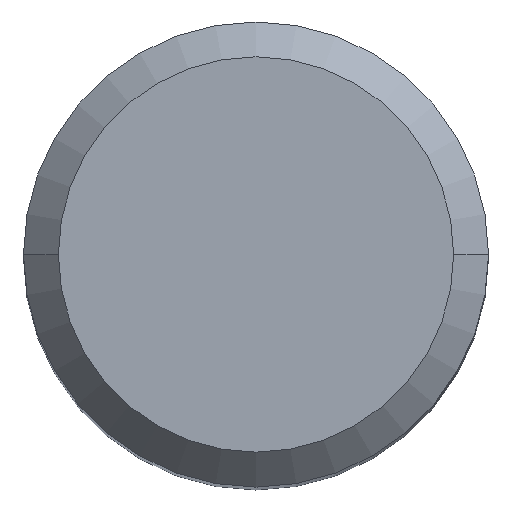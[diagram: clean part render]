
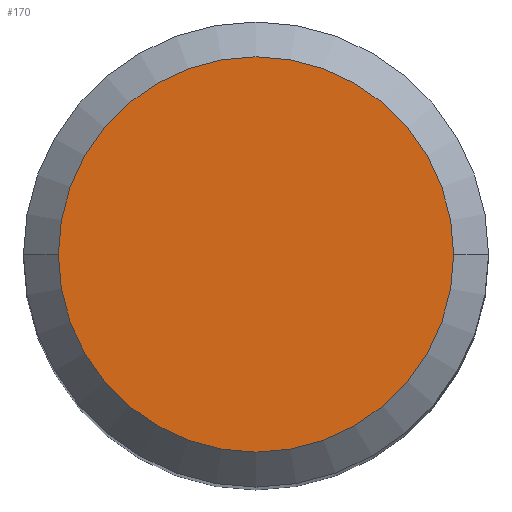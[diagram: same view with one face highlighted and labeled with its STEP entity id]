
A CAD part, top view. The second image highlights one B-rep face of the part: STEP entity #170.
In plain terms, the highlighted planar face has unit normal (0, 0, 1).
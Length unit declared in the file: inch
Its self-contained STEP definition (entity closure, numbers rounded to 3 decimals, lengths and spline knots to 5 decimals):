
#29 = CIRCLE ( 'NONE', #202, 0.20077 ) ;
#39 = CARTESIAN_POINT ( 'NONE',  ( 0.20077, 0., 0. ) ) ;
#69 = CARTESIAN_POINT ( 'NONE',  ( 0., 0., 0. ) ) ;
#73 = CARTESIAN_POINT ( 'NONE',  ( 0., 0., 0. ) ) ;
#87 = FACE_OUTER_BOUND ( 'NONE', #178, .T. ) ;
#91 = VERTEX_POINT ( 'NONE', #39 ) ;
#118 = DIRECTION ( 'NONE',  ( 0., 0., 1. ) ) ;
#144 = AXIS2_PLACEMENT_3D ( 'NONE', #69, #118, #220 ) ;
#160 = DIRECTION ( 'NONE',  ( -1., 0., 0. ) ) ;
#170 = ADVANCED_FACE ( 'NONE', ( #87 ), #395, .F. ) ;
#178 = EDGE_LOOP ( 'NONE', ( #243, #318 ) ) ;
#202 = AXIS2_PLACEMENT_3D ( 'NONE', #73, #223, #385 ) ;
#220 = DIRECTION ( 'NONE',  ( 1., 0., 0. ) ) ;
#223 = DIRECTION ( 'NONE',  ( 0., 0., 1. ) ) ;
#235 = EDGE_CURVE ( 'NONE', #91, #406, #358, .T. ) ;
#243 = ORIENTED_EDGE ( 'NONE', *, *, #305, .T. ) ;
#274 = CARTESIAN_POINT ( 'NONE',  ( 0., 0., 0. ) ) ;
#296 = AXIS2_PLACEMENT_3D ( 'NONE', #274, #424, #160 ) ;
#305 = EDGE_CURVE ( 'NONE', #406, #91, #29, .T. ) ;
#318 = ORIENTED_EDGE ( 'NONE', *, *, #235, .T. ) ;
#358 = CIRCLE ( 'NONE', #144, 0.20077 ) ;
#385 = DIRECTION ( 'NONE',  ( 1., 0., 0. ) ) ;
#395 = PLANE ( 'NONE',  #296 ) ;
#406 = VERTEX_POINT ( 'NONE', #488 ) ;
#424 = DIRECTION ( 'NONE',  ( 0., 0., -1. ) ) ;
#488 = CARTESIAN_POINT ( 'NONE',  ( -0.20077, 0., 0. ) ) ;
